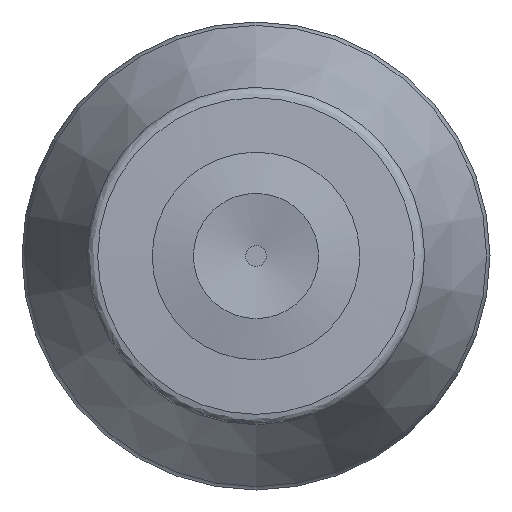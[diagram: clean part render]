
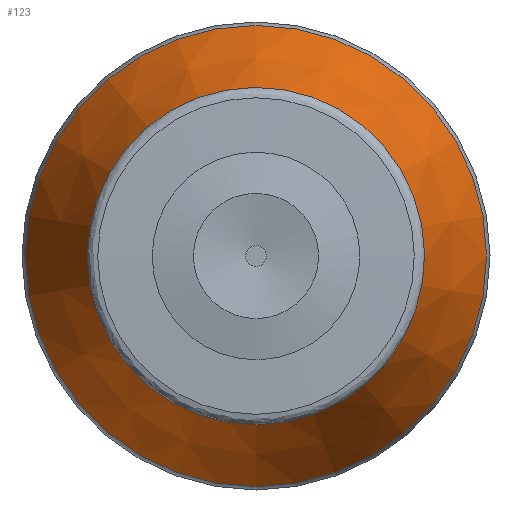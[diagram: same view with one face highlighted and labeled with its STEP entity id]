
A CAD part, left-side view. The second image highlights one B-rep face of the part: STEP entity #123.
In plain terms, the highlighted conical face has half-angle 23.629 degrees and reference radius 16.748 mm.
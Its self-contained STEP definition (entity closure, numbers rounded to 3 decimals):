
#101=CONICAL_SURFACE('',#476,16.748,23.629);
#123=ADVANCED_FACE('',(#179,#180),#101,.T.);
#179=FACE_BOUND('',#242,.T.);
#180=FACE_BOUND('',#243,.T.);
#242=EDGE_LOOP('',(#308));
#243=EDGE_LOOP('',(#309));
#308=ORIENTED_EDGE('',*,*,#393,.T.);
#309=ORIENTED_EDGE('',*,*,#392,.F.);
#359=VERTEX_POINT('',#680);
#360=VERTEX_POINT('',#683);
#392=EDGE_CURVE('',#359,#359,#425,.T.);
#393=EDGE_CURVE('',#360,#360,#426,.T.);
#425=CIRCLE('',#473,16.748);
#426=CIRCLE('',#475,12.169);
#473=AXIS2_PLACEMENT_3D('',#679,#559,#560);
#475=AXIS2_PLACEMENT_3D('',#682,#563,#564);
#476=AXIS2_PLACEMENT_3D('',#684,#565,#566);
#559=DIRECTION('',(1.,0.,0.));
#560=DIRECTION('',(0.,0.,1.));
#563=DIRECTION('',(1.,0.,0.));
#564=DIRECTION('',(0.,0.,1.));
#565=DIRECTION('',(1.,0.,0.));
#566=DIRECTION('',(0.,0.,-1.));
#679=CARTESIAN_POINT('',(88.425,0.,0.));
#680=CARTESIAN_POINT('',(88.425,0.,16.748));
#682=CARTESIAN_POINT('',(77.958,0.,0.));
#683=CARTESIAN_POINT('',(77.958,0.,12.169));
#684=CARTESIAN_POINT('',(88.425,0.,0.));
